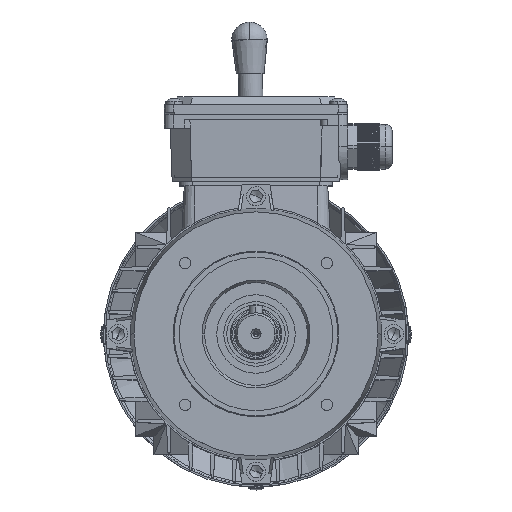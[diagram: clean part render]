
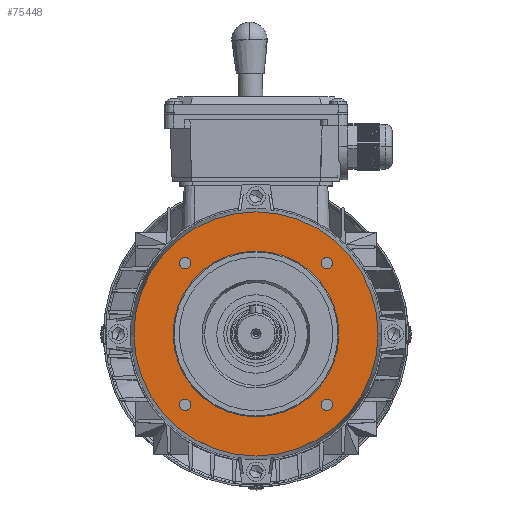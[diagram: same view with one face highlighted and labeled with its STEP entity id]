
A CAD part, top view. The second image highlights one B-rep face of the part: STEP entity #75448.
In plain terms, the highlighted planar face has unit normal (0, 0, 1).
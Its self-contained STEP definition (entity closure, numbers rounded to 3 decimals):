
#6084 = ORIENTED_EDGE ( 'NONE', *, *, #74739, .F. ) ;
#6086 = ORIENTED_EDGE ( 'NONE', *, *, #73882, .F. ) ;
#6089 = EDGE_LOOP ( 'NONE', ( #6095, #6263 ) ) ;
#6095 = ORIENTED_EDGE ( 'NONE', *, *, #75511, .F. ) ;
#6257 = ORIENTED_EDGE ( 'NONE', *, *, #6390, .F. ) ;
#6258 = ORIENTED_EDGE ( 'NONE', *, *, #73609, .F. ) ;
#6261 = EDGE_LOOP ( 'NONE', ( #6084, #6086 ) ) ;
#6263 = ORIENTED_EDGE ( 'NONE', *, *, #73825, .F. ) ;
#6265 = EDGE_LOOP ( 'NONE', ( #6285, #6287 ) ) ;
#6285 = ORIENTED_EDGE ( 'NONE', *, *, #73662, .T. ) ;
#6287 = ORIENTED_EDGE ( 'NONE', *, *, #75447, .T. ) ;
#6300 = EDGE_LOOP ( 'NONE', ( #6392, #6394 ) ) ;
#6310 = EDGE_CURVE ( 'NONE', #73699, #73698, #70236, .T. ) ;
#6312 = EDGE_LOOP ( 'NONE', ( #6396, #6397 ) ) ;
#6390 = EDGE_CURVE ( 'NONE', #73582, #73607, #70475, .T. ) ;
#6392 = ORIENTED_EDGE ( 'NONE', *, *, #73697, .F. ) ;
#6394 = ORIENTED_EDGE ( 'NONE', *, *, #6310, .F. ) ;
#6396 = ORIENTED_EDGE ( 'NONE', *, *, #74795, .F. ) ;
#6397 = ORIENTED_EDGE ( 'NONE', *, *, #73896, .F. ) ;
#23316 = DIRECTION ( 'NONE',  ( 0., 0., 1. ) ) ;
#23317 = CARTESIAN_POINT ( 'NONE',  ( 40.659, 40.659, 43.943 ) ) ;
#23318 = AXIS2_PLACEMENT_3D ( 'NONE', #23317, #23316, #23377 ) ;
#23319 = CIRCLE ( 'NONE', #23318, 3.324 ) ;
#23320 = CARTESIAN_POINT ( 'NONE',  ( 37.335, 40.659, 43.943 ) ) ;
#23342 = CARTESIAN_POINT ( 'NONE',  ( -37.335, 40.659, 43.943 ) ) ;
#23343 = DIRECTION ( 'NONE',  ( 0., -1., 0. ) ) ;
#23344 = DIRECTION ( 'NONE',  ( 0., 0., 1. ) ) ;
#23345 = CARTESIAN_POINT ( 'NONE',  ( -40.659, 40.659, 43.943 ) ) ;
#23346 = AXIS2_PLACEMENT_3D ( 'NONE', #23345, #23344, #23343 ) ;
#23347 = CIRCLE ( 'NONE', #23346, 3.324 ) ;
#23376 = CARTESIAN_POINT ( 'NONE',  ( 43.982, 40.659, 43.943 ) ) ;
#23377 = DIRECTION ( 'NONE',  ( -1., 0., 0. ) ) ;
#23395 = CARTESIAN_POINT ( 'NONE',  ( -43.982, 40.659, 43.943 ) ) ;
#25031 = DIRECTION ( 'NONE',  ( 0., -1., 0. ) ) ;
#25032 = DIRECTION ( 'NONE',  ( 0., 0., 1. ) ) ;
#25033 = CARTESIAN_POINT ( 'NONE',  ( -40.659, 40.659, 43.943 ) ) ;
#25034 = AXIS2_PLACEMENT_3D ( 'NONE', #25033, #25032, #25031 ) ;
#25035 = CIRCLE ( 'NONE', #25034, 3.324 ) ;
#25182 = DIRECTION ( 'NONE',  ( -1., 0., 0. ) ) ;
#25183 = DIRECTION ( 'NONE',  ( 0., 0., 1. ) ) ;
#25184 = CARTESIAN_POINT ( 'NONE',  ( 40.659, 40.659, 43.943 ) ) ;
#25185 = AXIS2_PLACEMENT_3D ( 'NONE', #25184, #25183, #25182 ) ;
#25186 = CIRCLE ( 'NONE', #25185, 3.324 ) ;
#26347 = DIRECTION ( 'NONE',  ( -1., 0., 0. ) ) ;
#26348 = DIRECTION ( 'NONE',  ( 0., 0., -1. ) ) ;
#26349 = AXIS2_PLACEMENT_3D ( 'NONE', #26350, #26348, #26347 ) ;
#26350 = CARTESIAN_POINT ( 'NONE',  ( -47.5, 0., 43.943 ) ) ;
#26351 = PLANE ( 'NONE',  #26349 ) ;
#26352 = FACE_BOUND ( 'NONE', #6265, .T. ) ;
#26353 = FACE_BOUND ( 'NONE', #6089, .T. ) ;
#26354 = FACE_BOUND ( 'NONE', #6261, .T. ) ;
#26355 = FACE_BOUND ( 'NONE', #6312, .T. ) ;
#26356 = FACE_OUTER_BOUND ( 'NONE', #6300, .T. ) ;
#26357 = FACE_BOUND ( 'NONE', #75449, .T. ) ;
#26358 = DIRECTION ( 'NONE',  ( -1., 0., 0. ) ) ;
#26359 = DIRECTION ( 'NONE',  ( 0., 0., -1. ) ) ;
#26360 = CARTESIAN_POINT ( 'NONE',  ( 0., 0., 43.943 ) ) ;
#26361 = AXIS2_PLACEMENT_3D ( 'NONE', #26360, #26359, #26358 ) ;
#26362 = CIRCLE ( 'NONE', #26361, 47.5 ) ;
#26396 = CARTESIAN_POINT ( 'NONE',  ( -40.659, -40.659, 43.943 ) ) ;
#26445 = DIRECTION ( 'NONE',  ( 1., 0., 0. ) ) ;
#26446 = DIRECTION ( 'NONE',  ( 0., 0., 1. ) ) ;
#26447 = AXIS2_PLACEMENT_3D ( 'NONE', #26396, #26446, #26445 ) ;
#26448 = CIRCLE ( 'NONE', #26447, 3.324 ) ;
#54191 = CARTESIAN_POINT ( 'NONE',  ( 43.982, -40.659, 43.943 ) ) ;
#54257 = DIRECTION ( 'NONE',  ( 0., 1., 0. ) ) ;
#54258 = DIRECTION ( 'NONE',  ( 0., 0., 1. ) ) ;
#54259 = CARTESIAN_POINT ( 'NONE',  ( 40.659, -40.659, 43.943 ) ) ;
#54260 = AXIS2_PLACEMENT_3D ( 'NONE', #54259, #54258, #54257 ) ;
#54261 = CIRCLE ( 'NONE', #54260, 3.324 ) ;
#54262 = CARTESIAN_POINT ( 'NONE',  ( 37.335, -40.659, 43.943 ) ) ;
#54416 = CARTESIAN_POINT ( 'NONE',  ( 47.5, 0., 43.943 ) ) ;
#54483 = CARTESIAN_POINT ( 'NONE',  ( -47.5, 0., 43.943 ) ) ;
#54485 = DIRECTION ( 'NONE',  ( -1., 0., 0. ) ) ;
#54487 = DIRECTION ( 'NONE',  ( 0., 0., -1. ) ) ;
#54489 = CARTESIAN_POINT ( 'NONE',  ( 0., 0., 43.943 ) ) ;
#54491 = AXIS2_PLACEMENT_3D ( 'NONE', #54489, #54487, #54485 ) ;
#54492 = CIRCLE ( 'NONE', #54491, 47.5 ) ;
#54672 = CARTESIAN_POINT ( 'NONE',  ( 70., 0., 43.943 ) ) ;
#54673 = CARTESIAN_POINT ( 'NONE',  ( -70., 0., 43.943 ) ) ;
#54674 = DIRECTION ( 'NONE',  ( -1., 0., 0. ) ) ;
#54676 = DIRECTION ( 'NONE',  ( 0., 0., -1. ) ) ;
#54677 = AXIS2_PLACEMENT_3D ( 'NONE', #54689, #54676, #54674 ) ;
#54679 = CIRCLE ( 'NONE', #54677, 70. ) ;
#54689 = CARTESIAN_POINT ( 'NONE',  ( 0., 0., 43.943 ) ) ;
#54910 = CARTESIAN_POINT ( 'NONE',  ( -43.982, -40.659, 43.943 ) ) ;
#55022 = CARTESIAN_POINT ( 'NONE',  ( -37.335, -40.659, 43.943 ) ) ;
#55023 = DIRECTION ( 'NONE',  ( 1., 0., 0. ) ) ;
#55024 = DIRECTION ( 'NONE',  ( 0., 0., 1. ) ) ;
#55025 = CARTESIAN_POINT ( 'NONE',  ( -40.659, -40.659, 43.943 ) ) ;
#55026 = AXIS2_PLACEMENT_3D ( 'NONE', #55025, #55024, #55023 ) ;
#55027 = CIRCLE ( 'NONE', #55026, 3.324 ) ;
#70232 = DIRECTION ( 'NONE',  ( -1., 0., 0. ) ) ;
#70233 = DIRECTION ( 'NONE',  ( 0., 0., -1. ) ) ;
#70234 = CARTESIAN_POINT ( 'NONE',  ( 0., 0., 43.943 ) ) ;
#70235 = AXIS2_PLACEMENT_3D ( 'NONE', #70234, #70233, #70232 ) ;
#70236 = CIRCLE ( 'NONE', #70235, 70. ) ;
#70471 = DIRECTION ( 'NONE',  ( 0., 1., 0. ) ) ;
#70472 = DIRECTION ( 'NONE',  ( 0., 0., 1. ) ) ;
#70473 = CARTESIAN_POINT ( 'NONE',  ( 40.659, -40.659, 43.943 ) ) ;
#70474 = AXIS2_PLACEMENT_3D ( 'NONE', #70473, #70472, #70471 ) ;
#70475 = CIRCLE ( 'NONE', #70474, 3.324 ) ;
#73582 = VERTEX_POINT ( 'NONE', #54191 ) ;
#73607 = VERTEX_POINT ( 'NONE', #54262 ) ;
#73609 = EDGE_CURVE ( 'NONE', #73607, #73582, #54261, .T. ) ;
#73652 = VERTEX_POINT ( 'NONE', #54416 ) ;
#73662 = EDGE_CURVE ( 'NONE', #73663, #73652, #54492, .T. ) ;
#73663 = VERTEX_POINT ( 'NONE', #54483 ) ;
#73697 = EDGE_CURVE ( 'NONE', #73698, #73699, #54679, .T. ) ;
#73698 = VERTEX_POINT ( 'NONE', #54673 ) ;
#73699 = VERTEX_POINT ( 'NONE', #54672 ) ;
#73759 = VERTEX_POINT ( 'NONE', #54910 ) ;
#73825 = EDGE_CURVE ( 'NONE', #73759, #73826, #55027, .T. ) ;
#73826 = VERTEX_POINT ( 'NONE', #55022 ) ;
#73882 = EDGE_CURVE ( 'NONE', #73915, #73883, #23347, .T. ) ;
#73883 = VERTEX_POINT ( 'NONE', #23342 ) ;
#73894 = VERTEX_POINT ( 'NONE', #23320 ) ;
#73896 = EDGE_CURVE ( 'NONE', #73894, #73897, #23319, .T. ) ;
#73897 = VERTEX_POINT ( 'NONE', #23376 ) ;
#73915 = VERTEX_POINT ( 'NONE', #23395 ) ;
#74739 = EDGE_CURVE ( 'NONE', #73883, #73915, #25035, .T. ) ;
#74795 = EDGE_CURVE ( 'NONE', #73897, #73894, #25186, .T. ) ;
#75447 = EDGE_CURVE ( 'NONE', #73652, #73663, #26362, .T. ) ;
#75448 = ADVANCED_FACE ( 'NONE', ( #26357, #26356, #26355, #26354, #26353, #26352 ), #26351, .F. ) ;
#75449 = EDGE_LOOP ( 'NONE', ( #6257, #6258 ) ) ;
#75511 = EDGE_CURVE ( 'NONE', #73826, #73759, #26448, .T. ) ;
